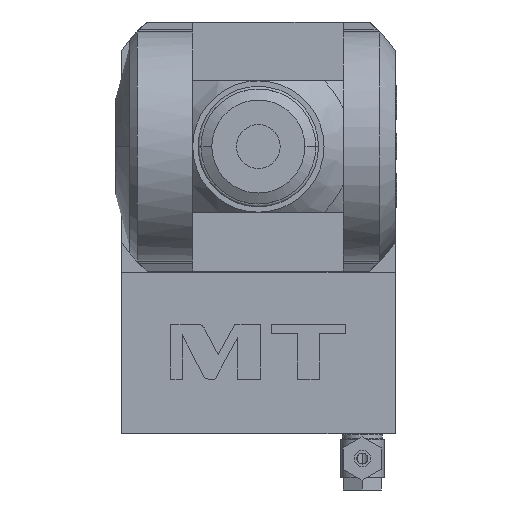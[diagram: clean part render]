
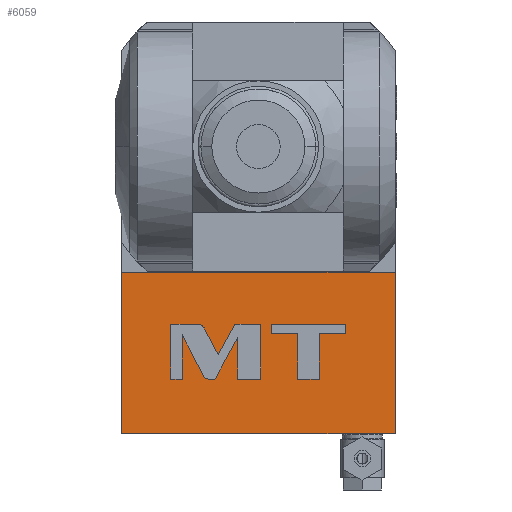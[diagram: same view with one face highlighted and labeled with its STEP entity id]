
A CAD part, left-side view. The second image highlights one B-rep face of the part: STEP entity #6059.
In plain terms, the highlighted planar face has unit normal (-1, 0, 0).
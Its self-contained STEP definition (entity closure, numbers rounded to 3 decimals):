
#561=DIRECTION('',(0.,0.,-1.));
#562=VECTOR('',#561,59.);
#563=CARTESIAN_POINT('',(-30.,50.,-46.));
#564=LINE('',#563,#562);
#797=DIRECTION('',(0.,-1.,0.));
#798=VECTOR('',#797,100.);
#799=CARTESIAN_POINT('',(-30.,50.,-105.));
#800=LINE('',#799,#798);
#836=DIRECTION('',(0.,-1.,0.));
#837=VECTOR('',#836,100.);
#838=CARTESIAN_POINT('',(-30.,50.,-46.));
#839=LINE('',#838,#837);
#840=CARTESIAN_POINT('',(-30.,19.771,-66.302));
#841=CARTESIAN_POINT('',(-30.,20.186,-65.499));
#842=CARTESIAN_POINT('',(-30.,21.006,-65.));
#843=CARTESIAN_POINT('',(-30.,21.91,-65.));
#845=DIRECTION('',(0.,1.,0.));
#846=VECTOR('',#845,10.054);
#847=CARTESIAN_POINT('',(-30.,21.91,-65.));
#848=LINE('',#847,#846);
#849=DIRECTION('',(0.,0.,-1.));
#850=VECTOR('',#849,20.);
#851=CARTESIAN_POINT('',(-30.,31.964,-65.));
#852=LINE('',#851,#850);
#853=DIRECTION('',(0.,-1.,0.));
#854=VECTOR('',#853,4.16);
#855=CARTESIAN_POINT('',(-30.,31.964,-85.));
#856=LINE('',#855,#854);
#857=DIRECTION('',(0.,0.,1.));
#858=VECTOR('',#857,16.202);
#859=CARTESIAN_POINT('',(-30.,27.804,-85.));
#860=LINE('',#859,#858);
#861=DIRECTION('',(0.,-0.459,-0.888));
#862=VECTOR('',#861,16.774);
#863=CARTESIAN_POINT('',(-30.,27.804,-68.798));
#864=LINE('',#863,#862);
#865=CARTESIAN_POINT('',(-30.,20.1,-83.698));
#866=CARTESIAN_POINT('',(-30.,19.684,-84.502));
#867=CARTESIAN_POINT('',(-30.,18.863,-85.));
#868=CARTESIAN_POINT('',(-30.,17.958,-85.));
#870=DIRECTION('',(0.,-1.,0.));
#871=VECTOR('',#870,2.086);
#872=CARTESIAN_POINT('',(-30.,17.958,-85.));
#873=LINE('',#872,#871);
#874=DIRECTION('',(0.,-0.481,0.877));
#875=VECTOR('',#874,17.353);
#876=CARTESIAN_POINT('',(-30.,15.872,-85.));
#877=LINE('',#876,#875);
#878=DIRECTION('',(0.,0.,-1.));
#879=VECTOR('',#878,15.212);
#880=CARTESIAN_POINT('',(-30.,7.522,-69.788));
#881=LINE('',#880,#879);
#882=DIRECTION('',(0.,-1.,0.));
#883=VECTOR('',#882,8.416);
#884=CARTESIAN_POINT('',(-30.,7.522,-85.));
#885=LINE('',#884,#883);
#886=DIRECTION('',(0.,0.,1.));
#887=VECTOR('',#886,20.);
#888=CARTESIAN_POINT('',(-30.,-0.894,-85.));
#889=LINE('',#888,#887);
#890=DIRECTION('',(0.,1.,0.));
#891=VECTOR('',#890,9.488);
#892=CARTESIAN_POINT('',(-30.,-0.894,-65.));
#893=LINE('',#892,#891);
#894=DIRECTION('',(0.,0.481,-0.877));
#895=VECTOR('',#894,12.681);
#896=CARTESIAN_POINT('',(-30.,8.594,-65.));
#897=LINE('',#896,#895);
#898=DIRECTION('',(0.,0.459,0.888));
#899=VECTOR('',#898,11.049);
#900=CARTESIAN_POINT('',(-30.,14.696,-76.116));
#901=LINE('',#900,#899);
#902=DIRECTION('',(0.,0.,-1.));
#903=VECTOR('',#902,16.594);
#904=CARTESIAN_POINT('',(-30.,-14.344,-68.406));
#905=LINE('',#904,#903);
#906=DIRECTION('',(0.,-1.,0.));
#907=VECTOR('',#906,7.922);
#908=CARTESIAN_POINT('',(-30.,-14.344,-85.));
#909=LINE('',#908,#907);
#910=DIRECTION('',(0.,0.,1.));
#911=VECTOR('',#910,16.594);
#912=CARTESIAN_POINT('',(-30.,-22.266,-85.));
#913=LINE('',#912,#911);
#914=DIRECTION('',(0.,-1.,0.));
#915=VECTOR('',#914,9.696);
#916=CARTESIAN_POINT('',(-30.,-22.266,-68.406));
#917=LINE('',#916,#915);
#918=DIRECTION('',(0.,0.,1.));
#919=VECTOR('',#918,3.406);
#920=CARTESIAN_POINT('',(-30.,-31.962,-68.406));
#921=LINE('',#920,#919);
#922=DIRECTION('',(0.,1.,0.));
#923=VECTOR('',#922,27.314);
#924=CARTESIAN_POINT('',(-30.,-31.962,-65.));
#925=LINE('',#924,#923);
#926=DIRECTION('',(0.,0.,-1.));
#927=VECTOR('',#926,3.406);
#928=CARTESIAN_POINT('',(-30.,-4.648,-65.));
#929=LINE('',#928,#927);
#930=DIRECTION('',(0.,-1.,0.));
#931=VECTOR('',#930,9.696);
#932=CARTESIAN_POINT('',(-30.,-4.648,-68.406));
#933=LINE('',#932,#931);
#1115=DIRECTION('',(0.,0.,-1.));
#1116=VECTOR('',#1115,59.);
#1117=CARTESIAN_POINT('',(-30.,-50.,-46.));
#1118=LINE('',#1117,#1116);
#4013=CARTESIAN_POINT('',(-30.,50.,-105.));
#4015=VERTEX_POINT('',#4013);
#4017=CARTESIAN_POINT('',(-30.,-50.,-105.));
#4019=VERTEX_POINT('',#4017);
#4157=CARTESIAN_POINT('',(-30.,50.,-46.));
#4159=VERTEX_POINT('',#4157);
#4161=CARTESIAN_POINT('',(-30.,-50.,-46.));
#4163=VERTEX_POINT('',#4161);
#4925=VERTEX_POINT('',#840);
#4926=VERTEX_POINT('',#843);
#4927=CARTESIAN_POINT('',(-30.,31.964,-65.));
#4928=VERTEX_POINT('',#4927);
#4929=CARTESIAN_POINT('',(-30.,31.964,-85.));
#4930=VERTEX_POINT('',#4929);
#4931=CARTESIAN_POINT('',(-30.,27.804,-85.));
#4932=VERTEX_POINT('',#4931);
#4933=CARTESIAN_POINT('',(-30.,27.804,-68.798));
#4934=VERTEX_POINT('',#4933);
#4935=CARTESIAN_POINT('',(-30.,20.1,-83.698));
#4936=VERTEX_POINT('',#4935);
#4937=VERTEX_POINT('',#868);
#4938=CARTESIAN_POINT('',(-30.,15.872,-85.));
#4939=VERTEX_POINT('',#4938);
#4940=CARTESIAN_POINT('',(-30.,7.522,-69.788));
#4941=VERTEX_POINT('',#4940);
#4942=CARTESIAN_POINT('',(-30.,7.522,-85.));
#4943=VERTEX_POINT('',#4942);
#4944=CARTESIAN_POINT('',(-30.,-0.894,-85.));
#4945=VERTEX_POINT('',#4944);
#4946=CARTESIAN_POINT('',(-30.,-0.894,-65.));
#4947=VERTEX_POINT('',#4946);
#4948=CARTESIAN_POINT('',(-30.,8.594,-65.));
#4949=VERTEX_POINT('',#4948);
#4950=CARTESIAN_POINT('',(-30.,14.696,-76.116));
#4951=VERTEX_POINT('',#4950);
#4952=CARTESIAN_POINT('',(-30.,-14.344,-68.406));
#4953=CARTESIAN_POINT('',(-30.,-14.344,-85.));
#4954=VERTEX_POINT('',#4952);
#4955=VERTEX_POINT('',#4953);
#4956=CARTESIAN_POINT('',(-30.,-22.266,-85.));
#4957=VERTEX_POINT('',#4956);
#4958=CARTESIAN_POINT('',(-30.,-22.266,-68.406));
#4959=VERTEX_POINT('',#4958);
#4960=CARTESIAN_POINT('',(-30.,-31.962,-68.406));
#4961=VERTEX_POINT('',#4960);
#4962=CARTESIAN_POINT('',(-30.,-31.962,-65.));
#4963=VERTEX_POINT('',#4962);
#4964=CARTESIAN_POINT('',(-30.,-4.648,-65.));
#4965=VERTEX_POINT('',#4964);
#4966=CARTESIAN_POINT('',(-30.,-4.648,-68.406));
#4967=VERTEX_POINT('',#4966);
#5996=CARTESIAN_POINT('',(-30.,50.,35.));
#5997=DIRECTION('',(-1.,0.,0.));
#5998=DIRECTION('',(0.,0.,-1.));
#5999=AXIS2_PLACEMENT_3D('',#5996,#5997,#5998);
#6000=PLANE('',#5999);
#6002=ORIENTED_EDGE('',*,*,#6001,.T.);
#6004=ORIENTED_EDGE('',*,*,#6003,.T.);
#6005=ORIENTED_EDGE('',*,*,#5927,.F.);
#6006=ORIENTED_EDGE('',*,*,#5690,.F.);
#6007=EDGE_LOOP('',(#6002,#6004,#6005,#6006));
#6008=FACE_OUTER_BOUND('',#6007,.F.);
#6010=ORIENTED_EDGE('',*,*,#6009,.T.);
#6012=ORIENTED_EDGE('',*,*,#6011,.T.);
#6014=ORIENTED_EDGE('',*,*,#6013,.T.);
#6016=ORIENTED_EDGE('',*,*,#6015,.T.);
#6018=ORIENTED_EDGE('',*,*,#6017,.T.);
#6020=ORIENTED_EDGE('',*,*,#6019,.T.);
#6022=ORIENTED_EDGE('',*,*,#6021,.T.);
#6024=ORIENTED_EDGE('',*,*,#6023,.T.);
#6026=ORIENTED_EDGE('',*,*,#6025,.T.);
#6028=ORIENTED_EDGE('',*,*,#6027,.T.);
#6030=ORIENTED_EDGE('',*,*,#6029,.T.);
#6032=ORIENTED_EDGE('',*,*,#6031,.T.);
#6034=ORIENTED_EDGE('',*,*,#6033,.T.);
#6036=ORIENTED_EDGE('',*,*,#6035,.T.);
#6038=ORIENTED_EDGE('',*,*,#6037,.T.);
#6039=EDGE_LOOP('',(#6010,#6012,#6014,#6016,#6018,#6020,#6022,#6024,#6026,#6028,
#6030,#6032,#6034,#6036,#6038));
#6040=FACE_BOUND('',#6039,.F.);
#6042=ORIENTED_EDGE('',*,*,#6041,.T.);
#6044=ORIENTED_EDGE('',*,*,#6043,.T.);
#6046=ORIENTED_EDGE('',*,*,#6045,.T.);
#6048=ORIENTED_EDGE('',*,*,#6047,.T.);
#6050=ORIENTED_EDGE('',*,*,#6049,.T.);
#6052=ORIENTED_EDGE('',*,*,#6051,.T.);
#6054=ORIENTED_EDGE('',*,*,#6053,.T.);
#6056=ORIENTED_EDGE('',*,*,#6055,.T.);
#6057=EDGE_LOOP('',(#6042,#6044,#6046,#6048,#6050,#6052,#6054,#6056));
#6058=FACE_BOUND('',#6057,.F.);
#6059=ADVANCED_FACE('',(#6008,#6040,#6058),#6000,.T.);
#844=B_SPLINE_CURVE_WITH_KNOTS('',3,(#840,#841,#842,#843),.UNSPECIFIED.,.F.,.F.,
(4,4),(0.,1.),.UNSPECIFIED.);
#869=B_SPLINE_CURVE_WITH_KNOTS('',3,(#865,#866,#867,#868),.UNSPECIFIED.,.F.,.F.,
(4,4),(0.,1.),.UNSPECIFIED.);
#5690=EDGE_CURVE('',#4159,#4015,#564,.T.);
#5927=EDGE_CURVE('',#4015,#4019,#800,.T.);
#6001=EDGE_CURVE('',#4159,#4163,#839,.T.);
#6003=EDGE_CURVE('',#4163,#4019,#1118,.T.);
#6009=EDGE_CURVE('',#4925,#4926,#844,.T.);
#6011=EDGE_CURVE('',#4926,#4928,#848,.T.);
#6013=EDGE_CURVE('',#4928,#4930,#852,.T.);
#6015=EDGE_CURVE('',#4930,#4932,#856,.T.);
#6017=EDGE_CURVE('',#4932,#4934,#860,.T.);
#6019=EDGE_CURVE('',#4934,#4936,#864,.T.);
#6021=EDGE_CURVE('',#4936,#4937,#869,.T.);
#6023=EDGE_CURVE('',#4937,#4939,#873,.T.);
#6025=EDGE_CURVE('',#4939,#4941,#877,.T.);
#6027=EDGE_CURVE('',#4941,#4943,#881,.T.);
#6029=EDGE_CURVE('',#4943,#4945,#885,.T.);
#6031=EDGE_CURVE('',#4945,#4947,#889,.T.);
#6033=EDGE_CURVE('',#4947,#4949,#893,.T.);
#6035=EDGE_CURVE('',#4949,#4951,#897,.T.);
#6037=EDGE_CURVE('',#4951,#4925,#901,.T.);
#6041=EDGE_CURVE('',#4954,#4955,#905,.T.);
#6043=EDGE_CURVE('',#4955,#4957,#909,.T.);
#6045=EDGE_CURVE('',#4957,#4959,#913,.T.);
#6047=EDGE_CURVE('',#4959,#4961,#917,.T.);
#6049=EDGE_CURVE('',#4961,#4963,#921,.T.);
#6051=EDGE_CURVE('',#4963,#4965,#925,.T.);
#6053=EDGE_CURVE('',#4965,#4967,#929,.T.);
#6055=EDGE_CURVE('',#4967,#4954,#933,.T.);
